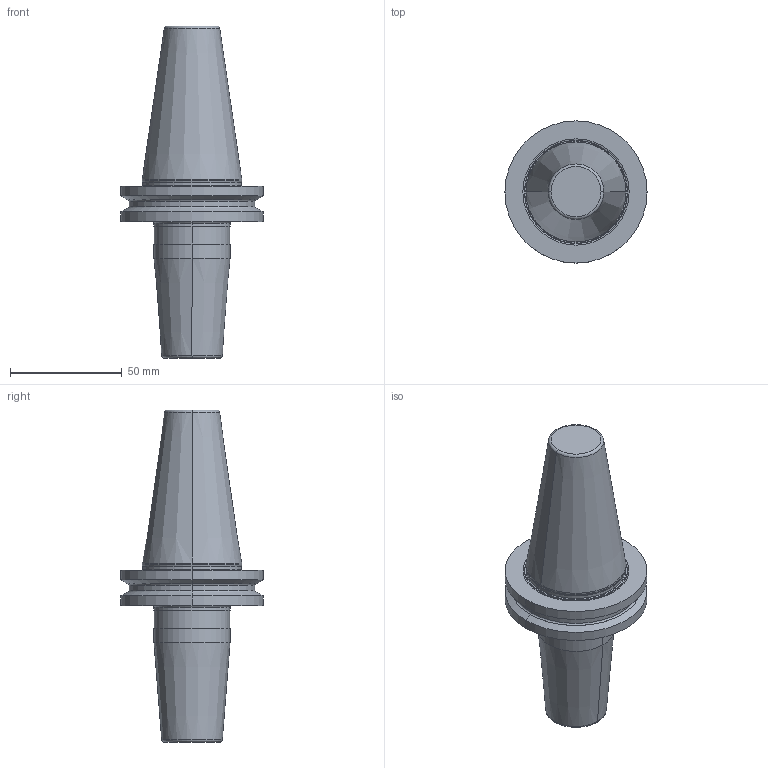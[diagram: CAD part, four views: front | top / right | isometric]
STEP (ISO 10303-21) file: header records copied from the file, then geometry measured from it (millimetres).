
FILE_DESCRIPTION((''),'2;1');
FILE_NAME('30261579_3D','2016-03-01T',('schaebleb'),(''),'PRO/ENGINEER BY PARAMETRIC TECHNOLOGY CORPORATION, 2011220','PRO/ENGINEER BY PARAMETRIC TECHNOLOGY CORPORATION, 2011220','');
FILE_SCHEMA(('AUTOMOTIVE_DESIGN_CC2 { 1 2 10303 214 -1 1 5 2 }'));
Length unit declared in the file: millimetre
Products named in the file (1): 30261579_3D
Bounding box: 63.55 x 63.55 x 148.4 mm (x, y, z)
Volume: 154713.6 mm3; surface area: 25197.3 mm2
Topology: 1 solids, 1 shells, 58 faces, 315 edges, 270 vertices
Faces by surface type: cylinder 18, torus 18, cone 12, plane 10
Entity records: 3830 total; most frequent: DIRECTION 575, CARTESIAN_POINT 442, PRESENTATION_STYLE_ASSIGNMENT 327, STYLED_ITEM 327, CURVE_STYLE 322, ORIENTED_EDGE 228, TRIMMED_CURVE 201, COMPOSITE_CURVE_SEGMENT 200
